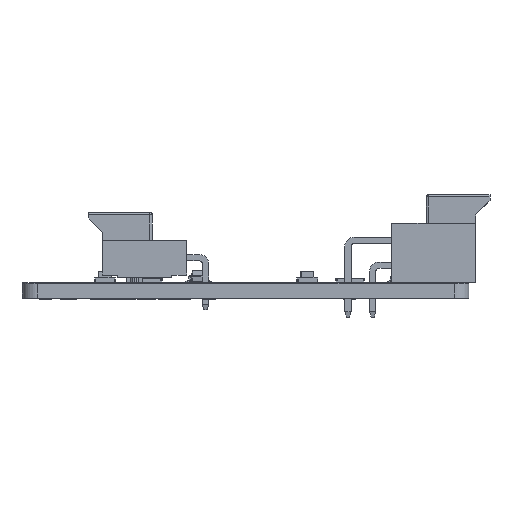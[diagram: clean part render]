
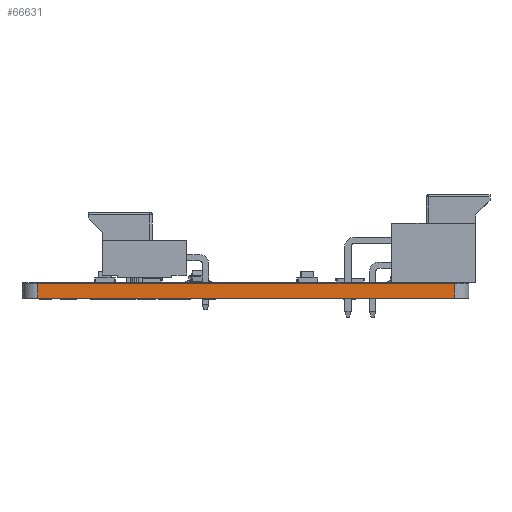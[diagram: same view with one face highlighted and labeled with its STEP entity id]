
A CAD part, left-side view. The second image highlights one B-rep face of the part: STEP entity #66631.
In plain terms, the highlighted planar face has unit normal (-1, -0.001, 0).
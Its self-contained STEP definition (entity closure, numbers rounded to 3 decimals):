
#59284 = VERTEX_POINT('',#59285);
#59285 = CARTESIAN_POINT('',(89.961,-59.227,0.));
#59292 = EDGE_CURVE('',#59293,#59284,#59295,.T.);
#59293 = VERTEX_POINT('',#59294);
#59294 = CARTESIAN_POINT('',(90.,-101.286,0.));
#59295 = LINE('',#59296,#59297);
#59296 = CARTESIAN_POINT('',(90.,-101.286,0.));
#59297 = VECTOR('',#59298,1.);
#59298 = DIRECTION('',(-0.001,1.,0.));
#62944 = VERTEX_POINT('',#62945);
#62945 = CARTESIAN_POINT('',(89.961,-59.227,1.51));
#62952 = EDGE_CURVE('',#62953,#62944,#62955,.T.);
#62953 = VERTEX_POINT('',#62954);
#62954 = CARTESIAN_POINT('',(90.,-101.286,1.51));
#62955 = LINE('',#62956,#62957);
#62956 = CARTESIAN_POINT('',(90.,-101.286,1.51));
#62957 = VECTOR('',#62958,1.);
#62958 = DIRECTION('',(-0.001,1.,0.));
#66601 = EDGE_CURVE('',#59284,#62944,#66602,.T.);
#66602 = LINE('',#66603,#66604);
#66603 = CARTESIAN_POINT('',(89.961,-59.227,0.));
#66604 = VECTOR('',#66605,1.);
#66605 = DIRECTION('',(0.,0.,1.));
#66631 = ADVANCED_FACE('',(#66632),#66643,.T.);
#66632 = FACE_BOUND('',#66633,.T.);
#66633 = EDGE_LOOP('',(#66634,#66640,#66641,#66642));
#66634 = ORIENTED_EDGE('',*,*,#66635,.T.);
#66635 = EDGE_CURVE('',#59293,#62953,#66636,.T.);
#66636 = LINE('',#66637,#66638);
#66637 = CARTESIAN_POINT('',(90.,-101.286,0.));
#66638 = VECTOR('',#66639,1.);
#66639 = DIRECTION('',(0.,0.,1.));
#66640 = ORIENTED_EDGE('',*,*,#62952,.T.);
#66641 = ORIENTED_EDGE('',*,*,#66601,.F.);
#66642 = ORIENTED_EDGE('',*,*,#59292,.F.);
#66643 = PLANE('',#66644);
#66644 = AXIS2_PLACEMENT_3D('',#66645,#66646,#66647);
#66645 = CARTESIAN_POINT('',(90.,-101.286,0.));
#66646 = DIRECTION('',(-1.,-0.001,0.));
#66647 = DIRECTION('',(-0.001,1.,0.));
